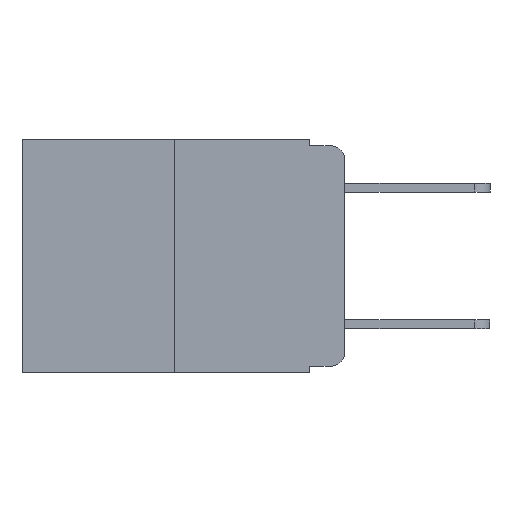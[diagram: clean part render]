
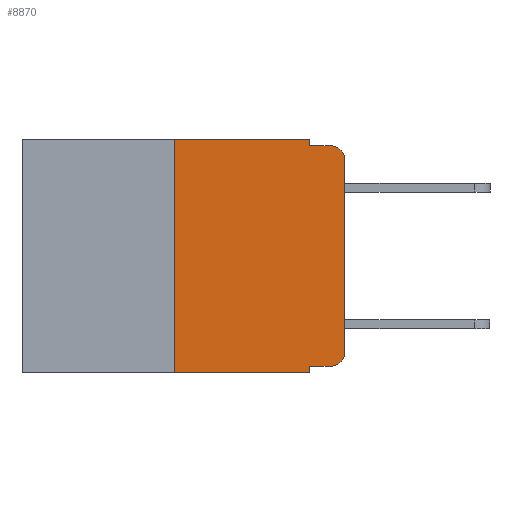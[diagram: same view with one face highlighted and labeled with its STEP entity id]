
A CAD part, left-side view. The second image highlights one B-rep face of the part: STEP entity #8870.
In plain terms, the highlighted planar face has unit normal (-1, 0, 0).
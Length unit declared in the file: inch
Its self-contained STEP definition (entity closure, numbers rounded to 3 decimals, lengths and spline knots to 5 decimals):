
#11 = ORIENTED_EDGE ( 'NONE', *, *, #7145, .F. ) ;
#272 = CARTESIAN_POINT ( 'NONE',  ( 0., 0.473, 0. ) ) ;
#836 = VECTOR ( 'NONE', #950, 39.37008 ) ;
#950 = DIRECTION ( 'NONE',  ( 0., 0., 1. ) ) ;
#1205 = VECTOR ( 'NONE', #1315, 39.37008 ) ;
#1315 = DIRECTION ( 'NONE',  ( 0., -1., 0. ) ) ;
#1330 = CARTESIAN_POINT ( 'NONE',  ( 0., 0.473, -0.343 ) ) ;
#1348 = LINE ( 'NONE', #2496, #9037 ) ;
#1351 = CARTESIAN_POINT ( 'NONE',  ( 0., 0., -0.313 ) ) ;
#1876 = DIRECTION ( 'NONE',  ( 0., 0., -1. ) ) ;
#2051 = LINE ( 'NONE', #4774, #12079 ) ;
#2276 = PLANE ( 'NONE',  #10316 ) ;
#2494 = VERTEX_POINT ( 'NONE', #7645 ) ;
#2496 = CARTESIAN_POINT ( 'NONE',  ( 0., 0.051, -0.333 ) ) ;
#2631 = DIRECTION ( 'NONE',  ( 0., 0., 1. ) ) ;
#2934 = LINE ( 'NONE', #6576, #7946 ) ;
#3037 = EDGE_CURVE ( 'NONE', #4248, #2494, #8903, .T. ) ;
#3081 = LINE ( 'NONE', #8577, #8366 ) ;
#3228 = CARTESIAN_POINT ( 'NONE',  ( 0., 0.02, -0.313 ) ) ;
#3536 = DIRECTION ( 'NONE',  ( 0., -1., 0. ) ) ;
#3664 = DIRECTION ( 'NONE',  ( -1., 0., 0. ) ) ;
#3734 = EDGE_CURVE ( 'NONE', #2494, #12088, #5581, .T. ) ;
#3842 = ORIENTED_EDGE ( 'NONE', *, *, #7708, .T. ) ;
#4043 = LINE ( 'NONE', #272, #1205 ) ;
#4091 = VERTEX_POINT ( 'NONE', #9676 ) ;
#4248 = VERTEX_POINT ( 'NONE', #1351 ) ;
#4620 = ORIENTED_EDGE ( 'NONE', *, *, #5106, .F. ) ;
#4754 = CARTESIAN_POINT ( 'NONE',  ( 0., 0.051, -0.343 ) ) ;
#4774 = CARTESIAN_POINT ( 'NONE',  ( 0., 0.051, 0. ) ) ;
#4877 = EDGE_CURVE ( 'NONE', #8401, #4248, #7515, .T. ) ;
#5038 = EDGE_CURVE ( 'NONE', #9142, #9364, #2934, .T. ) ;
#5106 = EDGE_CURVE ( 'NONE', #9351, #12088, #10006, .T. ) ;
#5202 = CARTESIAN_POINT ( 'NONE',  ( 0., 0.25, -0.343 ) ) ;
#5581 = CIRCLE ( 'NONE', #9113, 0.02 ) ;
#5826 = EDGE_CURVE ( 'NONE', #8718, #9351, #2051, .T. ) ;
#6118 = CARTESIAN_POINT ( 'NONE',  ( 0., 0., 0. ) ) ;
#6280 = AXIS2_PLACEMENT_3D ( 'NONE', #3228, #3664, #1876 ) ;
#6541 = CARTESIAN_POINT ( 'NONE',  ( 0., 0.051, -0.333 ) ) ;
#6576 = CARTESIAN_POINT ( 'NONE',  ( 0., 0.051, 0. ) ) ;
#6587 = ORIENTED_EDGE ( 'NONE', *, *, #4877, .T. ) ;
#6718 = CARTESIAN_POINT ( 'NONE',  ( 0., 0.02, -0.333 ) ) ;
#6729 = ORIENTED_EDGE ( 'NONE', *, *, #3734, .T. ) ;
#6781 = CARTESIAN_POINT ( 'NONE',  ( 0., 0.051, -0.01 ) ) ;
#7145 = EDGE_CURVE ( 'NONE', #10566, #4091, #3081, .T. ) ;
#7356 = CARTESIAN_POINT ( 'NONE',  ( 0., 0.473, 0. ) ) ;
#7508 = DIRECTION ( 'NONE',  ( 0., 0., -1. ) ) ;
#7515 = CIRCLE ( 'NONE', #6280, 0.02 ) ;
#7589 = CARTESIAN_POINT ( 'NONE',  ( 0., 0.051, -0.01 ) ) ;
#7645 = CARTESIAN_POINT ( 'NONE',  ( 0., 0., -0.03 ) ) ;
#7708 = EDGE_CURVE ( 'NONE', #9142, #8401, #1348, .T. ) ;
#7891 = ORIENTED_EDGE ( 'NONE', *, *, #9971, .F. ) ;
#7946 = VECTOR ( 'NONE', #7508, 39.37008 ) ;
#8171 = ORIENTED_EDGE ( 'NONE', *, *, #11779, .T. ) ;
#8366 = VECTOR ( 'NONE', #2631, 39.37008 ) ;
#8401 = VERTEX_POINT ( 'NONE', #6718 ) ;
#8469 = ORIENTED_EDGE ( 'NONE', *, *, #5038, .F. ) ;
#8577 = CARTESIAN_POINT ( 'NONE',  ( 0., 0.25, 0. ) ) ;
#8718 = VERTEX_POINT ( 'NONE', #11513 ) ;
#8746 = VECTOR ( 'NONE', #11825, 39.37008 ) ;
#8870 = ADVANCED_FACE ( 'NONE', ( #11145 ), #2276, .F. ) ;
#8903 = LINE ( 'NONE', #6118, #836 ) ;
#9037 = VECTOR ( 'NONE', #3536, 39.37008 ) ;
#9113 = AXIS2_PLACEMENT_3D ( 'NONE', #11806, #11794, #11773 ) ;
#9142 = VERTEX_POINT ( 'NONE', #6541 ) ;
#9170 = DIRECTION ( 'NONE',  ( 0., 0., -1. ) ) ;
#9301 = LINE ( 'NONE', #1330, #8746 ) ;
#9351 = VERTEX_POINT ( 'NONE', #6781 ) ;
#9364 = VERTEX_POINT ( 'NONE', #4754 ) ;
#9574 = CARTESIAN_POINT ( 'NONE',  ( 0., 0.02, -0.01 ) ) ;
#9676 = CARTESIAN_POINT ( 'NONE',  ( 0., 0.25, 0. ) ) ;
#9692 = ORIENTED_EDGE ( 'NONE', *, *, #5826, .F. ) ;
#9971 = EDGE_CURVE ( 'NONE', #4091, #8718, #4043, .T. ) ;
#10006 = LINE ( 'NONE', #7589, #11970 ) ;
#10316 = AXIS2_PLACEMENT_3D ( 'NONE', #7356, #10843, #9170 ) ;
#10326 = EDGE_LOOP ( 'NONE', ( #11141, #6729, #4620, #9692, #7891, #11, #8171, #8469, #3842, #6587 ) ) ;
#10566 = VERTEX_POINT ( 'NONE', #5202 ) ;
#10843 = DIRECTION ( 'NONE',  ( 1., 0., 0. ) ) ;
#11053 = DIRECTION ( 'NONE',  ( 0., -1., 0. ) ) ;
#11141 = ORIENTED_EDGE ( 'NONE', *, *, #3037, .T. ) ;
#11145 = FACE_OUTER_BOUND ( 'NONE', #10326, .T. ) ;
#11234 = DIRECTION ( 'NONE',  ( 0., 0., -1. ) ) ;
#11513 = CARTESIAN_POINT ( 'NONE',  ( 0., 0.051, 0. ) ) ;
#11773 = DIRECTION ( 'NONE',  ( 0., 0., -1. ) ) ;
#11779 = EDGE_CURVE ( 'NONE', #10566, #9364, #9301, .T. ) ;
#11794 = DIRECTION ( 'NONE',  ( -1., 0., 0. ) ) ;
#11806 = CARTESIAN_POINT ( 'NONE',  ( 0., 0.02, -0.03 ) ) ;
#11825 = DIRECTION ( 'NONE',  ( 0., -1., 0. ) ) ;
#11970 = VECTOR ( 'NONE', #11053, 39.37008 ) ;
#12079 = VECTOR ( 'NONE', #11234, 39.37008 ) ;
#12088 = VERTEX_POINT ( 'NONE', #9574 ) ;
